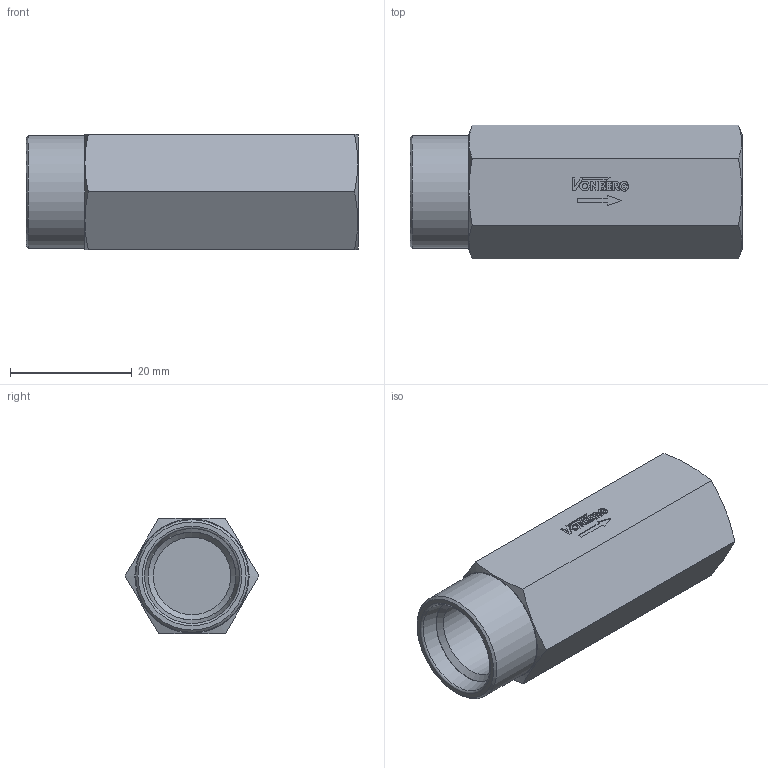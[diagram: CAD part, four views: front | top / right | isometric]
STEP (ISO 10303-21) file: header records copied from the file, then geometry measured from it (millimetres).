
FILE_DESCRIPTION((''),'2;1');
FILE_NAME('10312-206.stp','2015-01-02T14:30:40',('jml'),(''),'Autodesk Inventor 2010','Autodesk Inventor 2010','');
FILE_SCHEMA(('AUTOMOTIVE_DESIGN { 1 0 10303 214 1 1 1 1 }'));
Length unit declared in the file: inch
Products named in the file (1): 10312-206
Bounding box: 54.61 x 22 x 19.06 mm (x, y, z)
Volume: 12222.2 mm3; surface area: 5351.7 mm2
Topology: 1 solids, 1 shells, 123 faces, 308 edges, 204 vertices
Faces by surface type: plane 95, cylinder 18, cone 8, torus 2
Full cylindrical faces by diameter (mm): 0.87 x1, 12.751 x2, 18.542 x1
Entity records: 3646 total; most frequent: CARTESIAN_POINT 636, ORIENTED_EDGE 578, DIRECTION 572, EDGE_CURVE 289, VECTOR 230, LINE 230, VERTEX_POINT 199, AXIS2_PLACEMENT_3D 171
